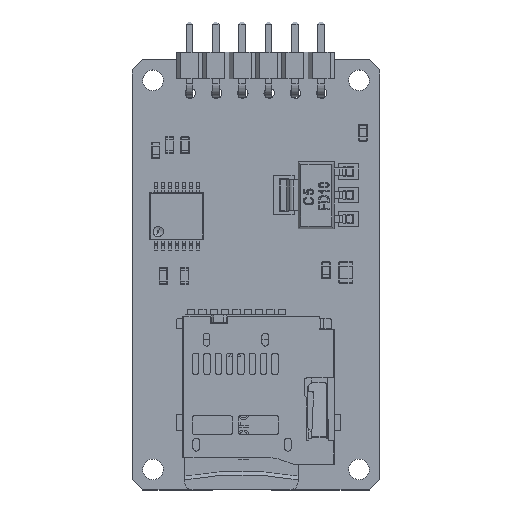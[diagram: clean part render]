
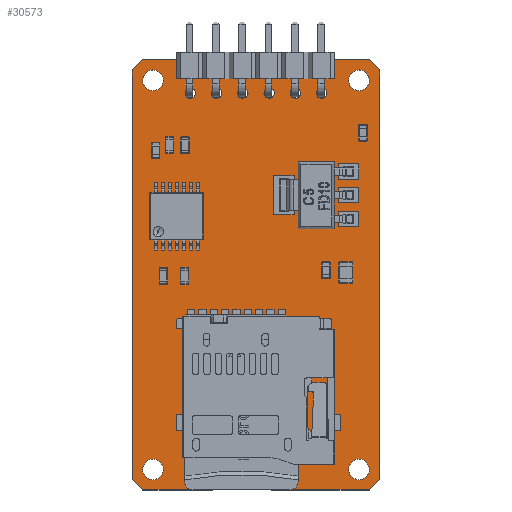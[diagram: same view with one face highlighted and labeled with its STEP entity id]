
A CAD part, top view. The second image highlights one B-rep face of the part: STEP entity #30573.
In plain terms, the highlighted planar face has unit normal (0, 0, 1).
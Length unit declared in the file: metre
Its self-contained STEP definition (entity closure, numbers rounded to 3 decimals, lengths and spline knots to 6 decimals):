
#379=FACE_BOUND('',#3486,.T.);
#380=FACE_BOUND('',#3487,.T.);
#381=FACE_BOUND('',#3488,.T.);
#382=FACE_BOUND('',#3489,.T.);
#383=FACE_BOUND('',#3490,.T.);
#384=FACE_BOUND('',#3491,.T.);
#385=FACE_BOUND('',#3492,.T.);
#386=FACE_BOUND('',#3493,.T.);
#387=FACE_BOUND('',#3494,.T.);
#388=FACE_BOUND('',#3495,.T.);
#521=PLANE('',#32548);
#1803=FACE_OUTER_BOUND('',#3485,.T.);
#3485=EDGE_LOOP('',(#21191,#21192,#21193,#21194,#21195,#21196,#21197,#21198,
#21199,#21200,#21201,#21202));
#3486=EDGE_LOOP('',(#21203));
#3487=EDGE_LOOP('',(#21204));
#3488=EDGE_LOOP('',(#21205));
#3489=EDGE_LOOP('',(#21206,#21207));
#3490=EDGE_LOOP('',(#21208,#21209));
#3491=EDGE_LOOP('',(#21210,#21211));
#3492=EDGE_LOOP('',(#21212,#21213));
#3493=EDGE_LOOP('',(#21214,#21215));
#3494=EDGE_LOOP('',(#21216));
#3495=EDGE_LOOP('',(#21217));
#5271=LINE('',#43403,#9069);
#5275=LINE('',#43412,#9073);
#5282=LINE('',#43441,#9080);
#5283=LINE('',#43443,#9081);
#5290=LINE('',#43478,#9088);
#5294=LINE('',#43494,#9092);
#5298=LINE('',#43500,#9096);
#5307=LINE('',#43526,#9105);
#5309=LINE('',#43530,#9107);
#5310=LINE('',#43533,#9108);
#5311=LINE('',#43535,#9109);
#5312=LINE('',#43536,#9110);
#9069=VECTOR('',#34878,0.001);
#9073=VECTOR('',#34884,0.001);
#9080=VECTOR('',#34913,0.001);
#9081=VECTOR('',#34916,0.001);
#9088=VECTOR('',#34951,0.001);
#9092=VECTOR('',#34969,0.001);
#9096=VECTOR('',#34975,0.001);
#9105=VECTOR('',#35000,0.001);
#9107=VECTOR('',#35004,0.001);
#9108=VECTOR('',#35007,0.001);
#9109=VECTOR('',#35008,0.001);
#9110=VECTOR('',#35009,0.001);
#12865=CIRCLE('',#32499,0.0005);
#12868=CIRCLE('',#32502,0.0005);
#12869=CIRCLE('',#32506,0.001);
#12872=CIRCLE('',#32509,0.001);
#12873=CIRCLE('',#32511,0.001);
#12876=CIRCLE('',#32514,0.001);
#12877=CIRCLE('',#32518,0.0005);
#12880=CIRCLE('',#32521,0.0005);
#12881=CIRCLE('',#32523,0.0005);
#12884=CIRCLE('',#32526,0.0005);
#12886=CIRCLE('',#32529,0.0005);
#12888=CIRCLE('',#32533,0.001);
#12890=CIRCLE('',#32536,0.001);
#12892=CIRCLE('',#32541,0.0005);
#12894=CIRCLE('',#32544,0.0005);
#13504=VERTEX_POINT('',#43389);
#13505=VERTEX_POINT('',#43390);
#13509=VERTEX_POINT('',#43400);
#13510=VERTEX_POINT('',#43402);
#13513=VERTEX_POINT('',#43409);
#13514=VERTEX_POINT('',#43411);
#13516=VERTEX_POINT('',#43417);
#13517=VERTEX_POINT('',#43418);
#13520=VERTEX_POINT('',#43427);
#13521=VERTEX_POINT('',#43428);
#13525=VERTEX_POINT('',#43439);
#13526=VERTEX_POINT('',#43446);
#13527=VERTEX_POINT('',#43447);
#13530=VERTEX_POINT('',#43456);
#13531=VERTEX_POINT('',#43457);
#13535=VERTEX_POINT('',#43468);
#13538=VERTEX_POINT('',#43475);
#13539=VERTEX_POINT('',#43477);
#13541=VERTEX_POINT('',#43483);
#13543=VERTEX_POINT('',#43489);
#13544=VERTEX_POINT('',#43493);
#13547=VERTEX_POINT('',#43504);
#13549=VERTEX_POINT('',#43510);
#13554=VERTEX_POINT('',#43524);
#13555=VERTEX_POINT('',#43528);
#13556=VERTEX_POINT('',#43532);
#13557=VERTEX_POINT('',#43534);
#16509=EDGE_CURVE('',#13504,#13505,#12865,.F.);
#16513=EDGE_CURVE('',#13505,#13504,#12868,.F.);
#16515=EDGE_CURVE('',#13509,#13510,#5271,.T.);
#16519=EDGE_CURVE('',#13514,#13513,#5275,.F.);
#16522=EDGE_CURVE('',#13516,#13517,#12869,.F.);
#16526=EDGE_CURVE('',#13517,#13516,#12872,.F.);
#16527=EDGE_CURVE('',#13520,#13521,#12873,.F.);
#16531=EDGE_CURVE('',#13521,#13520,#12876,.F.);
#16534=EDGE_CURVE('',#13525,#13513,#5282,.F.);
#16535=EDGE_CURVE('',#13514,#13509,#5283,.T.);
#16537=EDGE_CURVE('',#13526,#13527,#12877,.F.);
#16541=EDGE_CURVE('',#13527,#13526,#12880,.F.);
#16542=EDGE_CURVE('',#13530,#13531,#12881,.F.);
#16546=EDGE_CURVE('',#13531,#13530,#12884,.F.);
#16549=EDGE_CURVE('',#13535,#13535,#12886,.F.);
#16552=EDGE_CURVE('',#13538,#13539,#5290,.F.);
#16556=EDGE_CURVE('',#13541,#13541,#12888,.F.);
#16559=EDGE_CURVE('',#13543,#13543,#12890,.F.);
#16560=EDGE_CURVE('',#13544,#13539,#5294,.F.);
#16564=EDGE_CURVE('',#13538,#13510,#5298,.T.);
#16567=EDGE_CURVE('',#13547,#13547,#12892,.F.);
#16570=EDGE_CURVE('',#13549,#13549,#12894,.F.);
#16577=EDGE_CURVE('',#13544,#13554,#5307,.T.);
#16579=EDGE_CURVE('',#13555,#13525,#5309,.T.);
#16580=EDGE_CURVE('',#13556,#13555,#5310,.T.);
#16581=EDGE_CURVE('',#13557,#13556,#5311,.T.);
#16582=EDGE_CURVE('',#13554,#13557,#5312,.T.);
#21191=ORIENTED_EDGE('',*,*,#16577,.F.);
#21192=ORIENTED_EDGE('',*,*,#16560,.T.);
#21193=ORIENTED_EDGE('',*,*,#16552,.F.);
#21194=ORIENTED_EDGE('',*,*,#16564,.T.);
#21195=ORIENTED_EDGE('',*,*,#16515,.F.);
#21196=ORIENTED_EDGE('',*,*,#16535,.F.);
#21197=ORIENTED_EDGE('',*,*,#16519,.T.);
#21198=ORIENTED_EDGE('',*,*,#16534,.F.);
#21199=ORIENTED_EDGE('',*,*,#16579,.F.);
#21200=ORIENTED_EDGE('',*,*,#16580,.F.);
#21201=ORIENTED_EDGE('',*,*,#16581,.F.);
#21202=ORIENTED_EDGE('',*,*,#16582,.F.);
#21203=ORIENTED_EDGE('',*,*,#16570,.T.);
#21204=ORIENTED_EDGE('',*,*,#16556,.T.);
#21205=ORIENTED_EDGE('',*,*,#16567,.T.);
#21206=ORIENTED_EDGE('',*,*,#16542,.F.);
#21207=ORIENTED_EDGE('',*,*,#16546,.F.);
#21208=ORIENTED_EDGE('',*,*,#16537,.F.);
#21209=ORIENTED_EDGE('',*,*,#16541,.F.);
#21210=ORIENTED_EDGE('',*,*,#16522,.F.);
#21211=ORIENTED_EDGE('',*,*,#16526,.F.);
#21212=ORIENTED_EDGE('',*,*,#16527,.F.);
#21213=ORIENTED_EDGE('',*,*,#16531,.F.);
#21214=ORIENTED_EDGE('',*,*,#16509,.F.);
#21215=ORIENTED_EDGE('',*,*,#16513,.F.);
#21216=ORIENTED_EDGE('',*,*,#16549,.T.);
#21217=ORIENTED_EDGE('',*,*,#16559,.T.);
#30573=ADVANCED_FACE('',(#1803,#379,#380,#381,#382,#383,#384,#385,#386,
#387,#388),#521,.T.);
#32499=AXIS2_PLACEMENT_3D('',#43391,#34866,#34867);
#32502=AXIS2_PLACEMENT_3D('',#43397,#34873,#34874);
#32506=AXIS2_PLACEMENT_3D('',#43419,#34889,#34890);
#32509=AXIS2_PLACEMENT_3D('',#43425,#34896,#34897);
#32511=AXIS2_PLACEMENT_3D('',#43429,#34900,#34901);
#32514=AXIS2_PLACEMENT_3D('',#43435,#34907,#34908);
#32518=AXIS2_PLACEMENT_3D('',#43448,#34920,#34921);
#32521=AXIS2_PLACEMENT_3D('',#43454,#34927,#34928);
#32523=AXIS2_PLACEMENT_3D('',#43458,#34931,#34932);
#32526=AXIS2_PLACEMENT_3D('',#43464,#34938,#34939);
#32529=AXIS2_PLACEMENT_3D('',#43470,#34945,#34946);
#32533=AXIS2_PLACEMENT_3D('',#43485,#34958,#34959);
#32536=AXIS2_PLACEMENT_3D('',#43491,#34965,#34966);
#32541=AXIS2_PLACEMENT_3D('',#43506,#34981,#34982);
#32544=AXIS2_PLACEMENT_3D('',#43512,#34988,#34989);
#32548=AXIS2_PLACEMENT_3D('',#43531,#35005,#35006);
#34866=DIRECTION('center_axis',(0.,0.,-1.));
#34867=DIRECTION('ref_axis',(1.,0.,0.));
#34873=DIRECTION('center_axis',(0.,0.,-1.));
#34874=DIRECTION('ref_axis',(1.,0.,0.));
#34878=DIRECTION('',(1.,0.,0.));
#34884=DIRECTION('',(0.,1.,0.));
#34889=DIRECTION('center_axis',(0.,0.,-1.));
#34890=DIRECTION('ref_axis',(1.,0.,0.));
#34896=DIRECTION('center_axis',(0.,0.,-1.));
#34897=DIRECTION('ref_axis',(1.,0.,0.));
#34900=DIRECTION('center_axis',(0.,0.,-1.));
#34901=DIRECTION('ref_axis',(1.,0.,0.));
#34907=DIRECTION('center_axis',(0.,0.,-1.));
#34908=DIRECTION('ref_axis',(1.,0.,0.));
#34913=DIRECTION('',(0.707,-0.707,0.));
#34916=DIRECTION('',(0.707,0.707,0.));
#34920=DIRECTION('center_axis',(0.,0.,-1.));
#34921=DIRECTION('ref_axis',(1.,0.,0.));
#34927=DIRECTION('center_axis',(0.,0.,-1.));
#34928=DIRECTION('ref_axis',(1.,0.,0.));
#34931=DIRECTION('center_axis',(0.,0.,-1.));
#34932=DIRECTION('ref_axis',(1.,0.,0.));
#34938=DIRECTION('center_axis',(0.,0.,-1.));
#34939=DIRECTION('ref_axis',(1.,0.,0.));
#34945=DIRECTION('center_axis',(0.,0.,1.));
#34946=DIRECTION('ref_axis',(-1.,0.,0.));
#34951=DIRECTION('',(0.,1.,0.));
#34958=DIRECTION('center_axis',(0.,0.,1.));
#34959=DIRECTION('ref_axis',(-1.,0.,0.));
#34965=DIRECTION('center_axis',(0.,0.,1.));
#34966=DIRECTION('ref_axis',(-1.,0.,0.));
#34969=DIRECTION('',(-0.707,-0.707,0.));
#34975=DIRECTION('',(-0.707,0.707,0.));
#34981=DIRECTION('center_axis',(0.,0.,1.));
#34982=DIRECTION('ref_axis',(-1.,0.,0.));
#34988=DIRECTION('center_axis',(0.,0.,1.));
#34989=DIRECTION('ref_axis',(-1.,0.,0.));
#35000=DIRECTION('',(-1.,0.,0.));
#35004=DIRECTION('',(-1.,0.,0.));
#35005=DIRECTION('center_axis',(0.,0.,1.));
#35006=DIRECTION('ref_axis',(1.,0.,0.));
#35007=DIRECTION('',(0.,-1.,0.));
#35008=DIRECTION('',(-1.,0.,0.));
#35009=DIRECTION('',(0.,1.,0.));
#43389=CARTESIAN_POINT('',(-0.000836,0.03831,0.00125));
#43390=CARTESIAN_POINT('',(-0.001714,0.03879,0.00125));
#43391=CARTESIAN_POINT('Origin',(-0.001275,0.03855,0.00125));
#43397=CARTESIAN_POINT('Origin',(-0.001275,0.03855,0.00125));
#43400=CARTESIAN_POINT('',(-0.011,0.0418,0.00125));
#43402=CARTESIAN_POINT('',(0.011,0.0418,0.00125));
#43403=CARTESIAN_POINT('',(0.,0.0418,0.00125));
#43409=CARTESIAN_POINT('',(-0.012,0.001,0.00125));
#43411=CARTESIAN_POINT('',(-0.012,0.0408,0.00125));
#43412=CARTESIAN_POINT('',(-0.012,0.0209,0.00125));
#43417=CARTESIAN_POINT('',(-0.009122,0.039321,0.00125));
#43418=CARTESIAN_POINT('',(-0.010878,0.040279,0.00125));
#43419=CARTESIAN_POINT('Origin',(-0.01,0.0398,0.00125));
#43425=CARTESIAN_POINT('Origin',(-0.01,0.0398,0.00125));
#43427=CARTESIAN_POINT('',(-0.009122,0.001521,0.00125));
#43428=CARTESIAN_POINT('',(-0.010878,0.002479,0.00125));
#43429=CARTESIAN_POINT('Origin',(-0.01,0.002,0.00125));
#43435=CARTESIAN_POINT('Origin',(-0.01,0.002,0.00125));
#43439=CARTESIAN_POINT('',(-0.011,0.,0.00125));
#43441=CARTESIAN_POINT('',(-0.0115,0.0005,0.00125));
#43443=CARTESIAN_POINT('',(-0.0115,0.0413,0.00125));
#43446=CARTESIAN_POINT('',(-0.003386,0.03831,0.00125));
#43447=CARTESIAN_POINT('',(-0.004264,0.03879,0.00125));
#43448=CARTESIAN_POINT('Origin',(-0.003825,0.03855,0.00125));
#43454=CARTESIAN_POINT('Origin',(-0.003825,0.03855,0.00125));
#43456=CARTESIAN_POINT('',(-0.005936,0.03831,0.00125));
#43457=CARTESIAN_POINT('',(-0.006814,0.03879,0.00125));
#43458=CARTESIAN_POINT('Origin',(-0.006375,0.03855,0.00125));
#43464=CARTESIAN_POINT('Origin',(-0.006375,0.03855,0.00125));
#43468=CARTESIAN_POINT('',(0.001714,0.03879,0.00125));
#43470=CARTESIAN_POINT('Origin',(0.001275,0.03855,0.00125));
#43475=CARTESIAN_POINT('',(0.012,0.0408,0.00125));
#43477=CARTESIAN_POINT('',(0.012,0.001,0.00125));
#43478=CARTESIAN_POINT('',(0.012,0.0209,0.00125));
#43483=CARTESIAN_POINT('',(0.010878,0.040279,0.00125));
#43485=CARTESIAN_POINT('Origin',(0.01,0.0398,0.00125));
#43489=CARTESIAN_POINT('',(0.010878,0.002479,0.00125));
#43491=CARTESIAN_POINT('Origin',(0.01,0.002,0.00125));
#43493=CARTESIAN_POINT('',(0.011,0.,0.00125));
#43494=CARTESIAN_POINT('',(0.0115,0.0005,0.00125));
#43500=CARTESIAN_POINT('',(0.0115,0.0413,0.00125));
#43504=CARTESIAN_POINT('',(0.004264,0.03879,0.00125));
#43506=CARTESIAN_POINT('Origin',(0.003825,0.03855,0.00125));
#43510=CARTESIAN_POINT('',(0.006814,0.03879,0.00125));
#43512=CARTESIAN_POINT('Origin',(0.006375,0.03855,0.00125));
#43524=CARTESIAN_POINT('',(0.0015,0.,0.00125));
#43526=CARTESIAN_POINT('',(0.00625,0.,0.00125));
#43528=CARTESIAN_POINT('',(-0.0042,0.,0.00125));
#43530=CARTESIAN_POINT('',(-0.0076,0.,0.00125));
#43531=CARTESIAN_POINT('Origin',(0.,0.,0.00125));
#43532=CARTESIAN_POINT('',(-0.0042,0.001,0.00125));
#43533=CARTESIAN_POINT('',(-0.0042,0.0005,0.00125));
#43534=CARTESIAN_POINT('',(0.0015,0.001,0.00125));
#43535=CARTESIAN_POINT('',(-0.00135,0.001,0.00125));
#43536=CARTESIAN_POINT('',(0.0015,0.0005,0.00125));
